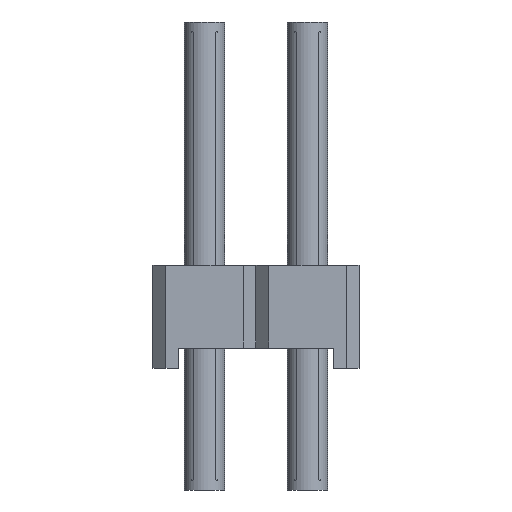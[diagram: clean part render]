
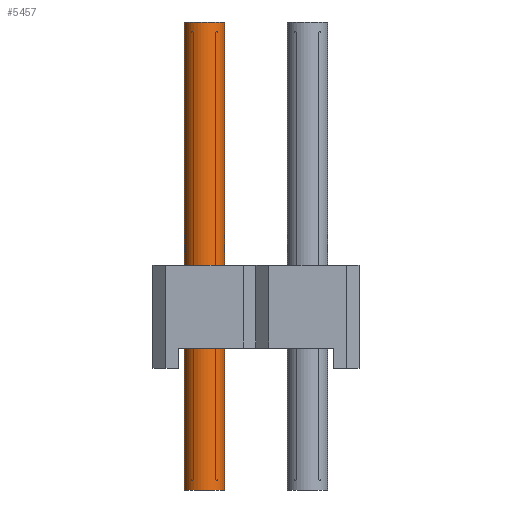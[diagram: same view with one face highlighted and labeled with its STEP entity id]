
A CAD part, left-side view. The second image highlights one B-rep face of the part: STEP entity #5457.
In plain terms, the highlighted cylindrical face has radius 0.5 mm (diameter 1 mm), a full revolution.
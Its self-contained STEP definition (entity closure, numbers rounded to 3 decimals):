
#111=CIRCLE('',#5784,0.5);
#112=CIRCLE('',#5785,0.5);
#300=CYLINDRICAL_SURFACE('',#5783,0.5);
#501=ORIENTED_EDGE('',*,*,#2075,.F.);
#502=ORIENTED_EDGE('',*,*,#2076,.T.);
#2075=EDGE_CURVE('',#2871,#2871,#111,.T.);
#2076=EDGE_CURVE('',#2872,#2872,#112,.T.);
#2871=VERTEX_POINT('',#7946);
#2872=VERTEX_POINT('',#7948);
#4635=EDGE_LOOP('',(#501));
#4636=EDGE_LOOP('',(#502));
#4955=FACE_BOUND('',#4635,.T.);
#4956=FACE_BOUND('',#4636,.T.);
#5457=ADVANCED_FACE('',(#4955,#4956),#300,.F.);
#5783=AXIS2_PLACEMENT_3D('',#7944,#6343,#6344);
#5784=AXIS2_PLACEMENT_3D('',#7945,#6345,#6346);
#5785=AXIS2_PLACEMENT_3D('',#7947,#6347,#6348);
#6343=DIRECTION('',(0.,0.,1.));
#6344=DIRECTION('',(1.,0.,0.));
#6345=DIRECTION('',(0.,0.,-1.));
#6346=DIRECTION('',(1.,0.,0.));
#6347=DIRECTION('',(0.,0.,-1.));
#6348=DIRECTION('',(1.,0.,0.));
#7944=CARTESIAN_POINT('',(0.,0.,0.));
#7945=CARTESIAN_POINT('',(0.,0.,11.54));
#7946=CARTESIAN_POINT('',(0.5,0.,11.54));
#7947=CARTESIAN_POINT('',(0.,0.,0.));
#7948=CARTESIAN_POINT('',(0.5,0.,0.));
